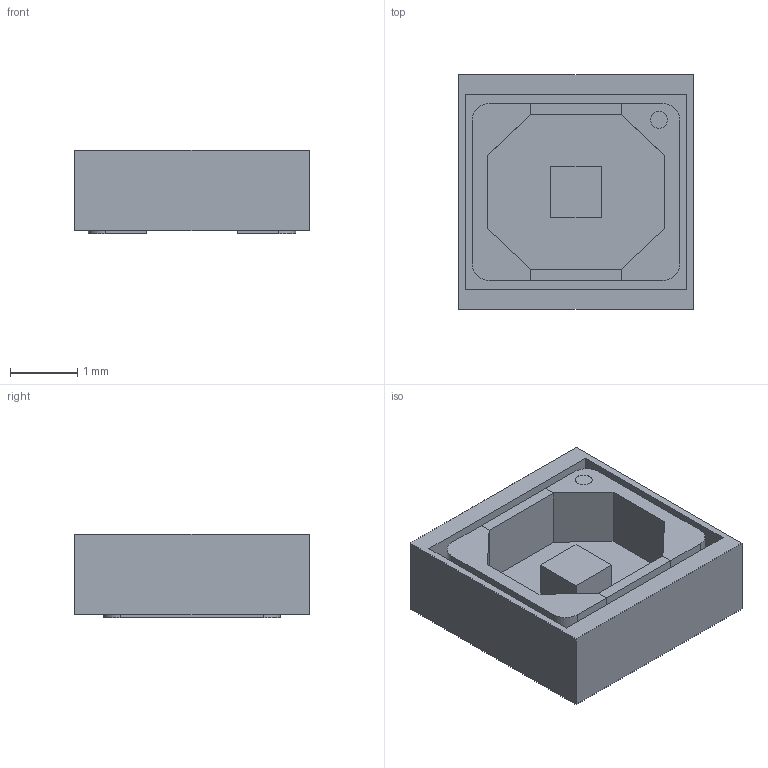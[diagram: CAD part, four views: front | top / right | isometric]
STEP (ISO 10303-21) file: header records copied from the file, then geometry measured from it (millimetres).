
FILE_DESCRIPTION (( 'STEP AP214' ), '1' );
FILE_NAME ('CUD7GF1B.STEP', '2022-11-22T16:55:04', ( '' ), ( '' ), 'SwSTEP 2.0', 'SolidWorks 2022', '' );
FILE_SCHEMA (( 'AUTOMOTIVE_DESIGN' ));
Length unit declared in the file: millimetre
Products named in the file (1): CUD7GF1B
Bounding box: 3.5 x 3.5 x 1.25 mm (x, y, z)
Volume: 9 mm3; surface area: 74.5 mm2
Topology: 4 solids, 4 shells, 79 faces, 192 edges, 128 vertices
Faces by surface type: plane 67, cylinder 12
Entity records: 3154 total; most frequent: CARTESIAN_POINT 400, ORIENTED_EDGE 384, DIRECTION 376, EDGE_CURVE 192, LINE 168, VECTOR 168, VERTEX_POINT 128, AXIS2_PLACEMENT_3D 104
